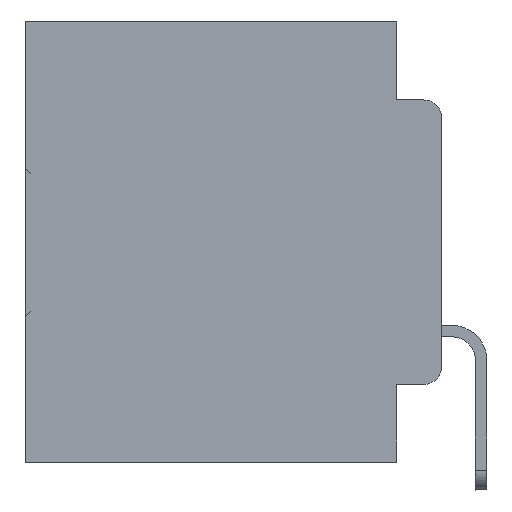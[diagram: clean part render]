
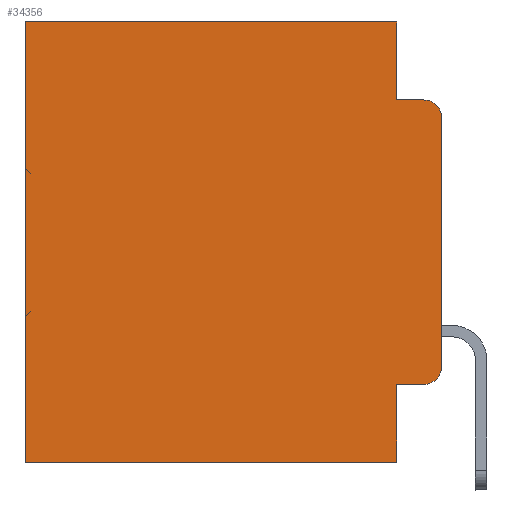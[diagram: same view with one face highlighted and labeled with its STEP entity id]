
A CAD part, left-side view. The second image highlights one B-rep face of the part: STEP entity #34356.
In plain terms, the highlighted planar face has unit normal (-1, 0, 0).
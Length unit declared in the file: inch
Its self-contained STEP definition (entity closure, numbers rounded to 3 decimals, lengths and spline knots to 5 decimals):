
#562 = CIRCLE ( 'NONE', #30637, 0.02 ) ;
#742 = VERTEX_POINT ( 'NONE', #25648 ) ;
#1068 = EDGE_CURVE ( 'NONE', #742, #2281, #5690, .T. ) ;
#1663 = VERTEX_POINT ( 'NONE', #12739 ) ;
#2281 = VERTEX_POINT ( 'NONE', #22758 ) ;
#2326 = CARTESIAN_POINT ( 'NONE',  ( 0.298, 0., 0. ) ) ;
#2369 = DIRECTION ( 'NONE',  ( 0., 0., -1. ) ) ;
#2384 = DIRECTION ( 'NONE',  ( 0., 0., -1. ) ) ;
#2883 = CARTESIAN_POINT ( 'NONE',  ( 0.298, 0.051, 0. ) ) ;
#3136 = ORIENTED_EDGE ( 'NONE', *, *, #16775, .F. ) ;
#3243 = VERTEX_POINT ( 'NONE', #32282 ) ;
#3330 = DIRECTION ( 'NONE',  ( 0., 0., -1. ) ) ;
#3821 = ORIENTED_EDGE ( 'NONE', *, *, #21720, .T. ) ;
#4521 = CARTESIAN_POINT ( 'NONE',  ( 0.298, 0.051, 0. ) ) ;
#4803 = DIRECTION ( 'NONE',  ( 0., 1., 0. ) ) ;
#5006 = VECTOR ( 'NONE', #30412, 39.37008 ) ;
#5420 = EDGE_CURVE ( 'NONE', #13083, #742, #13365, .T. ) ;
#5690 = LINE ( 'NONE', #22036, #8635 ) ;
#5885 = VECTOR ( 'NONE', #9008, 39.37008 ) ;
#6044 = ORIENTED_EDGE ( 'NONE', *, *, #12109, .T. ) ;
#6110 = CARTESIAN_POINT ( 'NONE',  ( 0.298, 0., 0. ) ) ;
#6284 = DIRECTION ( 'NONE',  ( 0., 0., -1. ) ) ;
#6404 = ORIENTED_EDGE ( 'NONE', *, *, #7940, .T. ) ;
#6446 = CIRCLE ( 'NONE', #16085, 0.02 ) ;
#7180 = EDGE_LOOP ( 'NONE', ( #3136, #3821, #12352, #21316, #6044, #7335, #31576, #22747, #6404, #10803 ) ) ;
#7335 = ORIENTED_EDGE ( 'NONE', *, *, #17615, .T. ) ;
#7940 = EDGE_CURVE ( 'NONE', #11822, #3243, #11299, .T. ) ;
#8635 = VECTOR ( 'NONE', #19738, 39.37008 ) ;
#8699 = LINE ( 'NONE', #22560, #26390 ) ;
#8803 = CARTESIAN_POINT ( 'NONE',  ( 0.298, 0., -0.1085 ) ) ;
#8973 = CARTESIAN_POINT ( 'NONE',  ( 0.298, 0.473, 0. ) ) ;
#9008 = DIRECTION ( 'NONE',  ( 0., -1., 0. ) ) ;
#9610 = LINE ( 'NONE', #12431, #29323 ) ;
#10408 = EDGE_CURVE ( 'NONE', #24864, #15667, #8699, .T. ) ;
#10803 = ORIENTED_EDGE ( 'NONE', *, *, #16745, .T. ) ;
#11299 = LINE ( 'NONE', #19675, #5885 ) ;
#11714 = DIRECTION ( 'NONE',  ( 0., 1., 0. ) ) ;
#11822 = VERTEX_POINT ( 'NONE', #26726 ) ;
#12109 = EDGE_CURVE ( 'NONE', #13083, #19014, #9610, .T. ) ;
#12352 = ORIENTED_EDGE ( 'NONE', *, *, #1068, .F. ) ;
#12431 = CARTESIAN_POINT ( 'NONE',  ( 0.298, 0., 0. ) ) ;
#12739 = CARTESIAN_POINT ( 'NONE',  ( 0.298, 0., -0.3915 ) ) ;
#13083 = VERTEX_POINT ( 'NONE', #15558 ) ;
#13144 = DIRECTION ( 'NONE',  ( 1., 0., 0. ) ) ;
#13365 = LINE ( 'NONE', #4521, #18244 ) ;
#14053 = LINE ( 'NONE', #2883, #5006 ) ;
#14270 = LINE ( 'NONE', #6110, #24402 ) ;
#14816 = EDGE_CURVE ( 'NONE', #11822, #24864, #14053, .T. ) ;
#15558 = CARTESIAN_POINT ( 'NONE',  ( 0.298, 0.051, 0. ) ) ;
#15667 = VERTEX_POINT ( 'NONE', #29049 ) ;
#16085 = AXIS2_PLACEMENT_3D ( 'NONE', #18726, #29040, #2384 ) ;
#16745 = EDGE_CURVE ( 'NONE', #3243, #1663, #562, .T. ) ;
#16775 = EDGE_CURVE ( 'NONE', #30193, #1663, #14270, .T. ) ;
#17121 = CARTESIAN_POINT ( 'NONE',  ( 0.298, 0.02, -0.3915 ) ) ;
#17615 = EDGE_CURVE ( 'NONE', #19014, #15667, #19672, .T. ) ;
#18244 = VECTOR ( 'NONE', #2369, 39.37008 ) ;
#18726 = CARTESIAN_POINT ( 'NONE',  ( 0.298, 0.02, -0.1085 ) ) ;
#18833 = PLANE ( 'NONE',  #28161 ) ;
#19014 = VERTEX_POINT ( 'NONE', #8973 ) ;
#19672 = LINE ( 'NONE', #33695, #23239 ) ;
#19675 = CARTESIAN_POINT ( 'NONE',  ( 0.298, 0.051, -0.4115 ) ) ;
#19738 = DIRECTION ( 'NONE',  ( 0., -1., 0. ) ) ;
#19789 = DIRECTION ( 'NONE',  ( -1., 0., 0. ) ) ;
#21316 = ORIENTED_EDGE ( 'NONE', *, *, #5420, .F. ) ;
#21720 = EDGE_CURVE ( 'NONE', #30193, #2281, #6446, .T. ) ;
#22036 = CARTESIAN_POINT ( 'NONE',  ( 0.298, 0.051, -0.0885 ) ) ;
#22560 = CARTESIAN_POINT ( 'NONE',  ( 0.298, 0., -0.5 ) ) ;
#22747 = ORIENTED_EDGE ( 'NONE', *, *, #14816, .F. ) ;
#22758 = CARTESIAN_POINT ( 'NONE',  ( 0.298, 0.02, -0.0885 ) ) ;
#23239 = VECTOR ( 'NONE', #3330, 39.37008 ) ;
#24003 = DIRECTION ( 'NONE',  ( 0., 0., -1. ) ) ;
#24402 = VECTOR ( 'NONE', #6284, 39.37008 ) ;
#24864 = VERTEX_POINT ( 'NONE', #28525 ) ;
#25648 = CARTESIAN_POINT ( 'NONE',  ( 0.298, 0.051, -0.0885 ) ) ;
#26390 = VECTOR ( 'NONE', #11714, 39.37008 ) ;
#26661 = FACE_OUTER_BOUND ( 'NONE', #7180, .T. ) ;
#26726 = CARTESIAN_POINT ( 'NONE',  ( 0.298, 0.051, -0.4115 ) ) ;
#28161 = AXIS2_PLACEMENT_3D ( 'NONE', #2326, #13144, #24003 ) ;
#28525 = CARTESIAN_POINT ( 'NONE',  ( 0.298, 0.051, -0.5 ) ) ;
#29040 = DIRECTION ( 'NONE',  ( -1., 0., 0. ) ) ;
#29049 = CARTESIAN_POINT ( 'NONE',  ( 0.298, 0.473, -0.5 ) ) ;
#29323 = VECTOR ( 'NONE', #4803, 39.37008 ) ;
#30193 = VERTEX_POINT ( 'NONE', #8803 ) ;
#30412 = DIRECTION ( 'NONE',  ( 0., 0., -1. ) ) ;
#30637 = AXIS2_PLACEMENT_3D ( 'NONE', #17121, #19789, #33109 ) ;
#31576 = ORIENTED_EDGE ( 'NONE', *, *, #10408, .F. ) ;
#32282 = CARTESIAN_POINT ( 'NONE',  ( 0.298, 0.02, -0.4115 ) ) ;
#33109 = DIRECTION ( 'NONE',  ( 0., 0., -1. ) ) ;
#33695 = CARTESIAN_POINT ( 'NONE',  ( 0.298, 0.473, 0. ) ) ;
#34356 = ADVANCED_FACE ( 'NONE', ( #26661 ), #18833, .F. ) ;
